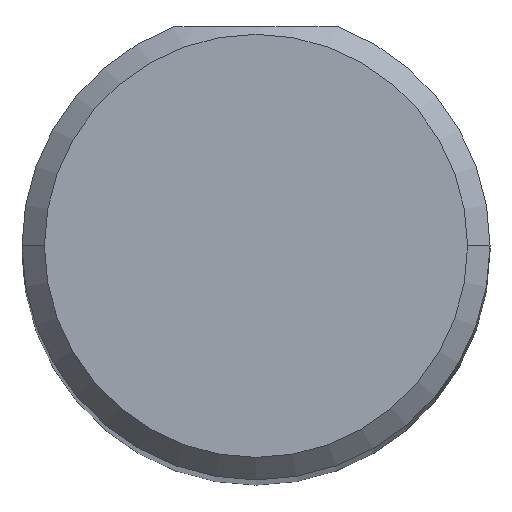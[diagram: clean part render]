
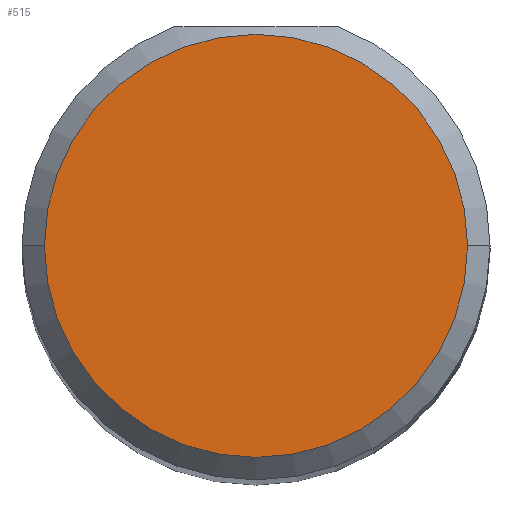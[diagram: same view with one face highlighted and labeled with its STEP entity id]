
A CAD part, top view. The second image highlights one B-rep face of the part: STEP entity #515.
In plain terms, the highlighted planar face has unit normal (0, 0, 1).
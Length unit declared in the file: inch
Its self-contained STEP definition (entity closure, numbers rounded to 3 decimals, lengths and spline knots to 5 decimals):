
#11 = DIRECTION ( 'NONE',  ( -1., 0., 0. ) ) ;
#22 = ORIENTED_EDGE ( 'NONE', *, *, #28, .F. ) ;
#23 = EDGE_LOOP ( 'NONE', ( #22, #217 ) ) ;
#28 = EDGE_CURVE ( 'NONE', #151, #155, #213, .T. ) ;
#85 = AXIS2_PLACEMENT_3D ( 'NONE', #442, #143, #11 ) ;
#104 = DIRECTION ( 'NONE',  ( -1., 0., 0. ) ) ;
#127 = CIRCLE ( 'NONE', #85, 0.14125 ) ;
#143 = DIRECTION ( 'NONE',  ( 0., 0., -1. ) ) ;
#149 = DIRECTION ( 'NONE',  ( 0., 0., -1. ) ) ;
#151 = VERTEX_POINT ( 'NONE', #231 ) ;
#155 = VERTEX_POINT ( 'NONE', #219 ) ;
#177 = AXIS2_PLACEMENT_3D ( 'NONE', #440, #149, #104 ) ;
#210 = DIRECTION ( 'NONE',  ( -1., 0., 0. ) ) ;
#213 = CIRCLE ( 'NONE', #177, 0.14125 ) ;
#217 = ORIENTED_EDGE ( 'NONE', *, *, #331, .F. ) ;
#219 = CARTESIAN_POINT ( 'NONE',  ( 0.48375, 0., 2.5 ) ) ;
#231 = CARTESIAN_POINT ( 'NONE',  ( 0.76625, 0., 2.5 ) ) ;
#302 = PLANE ( 'NONE',  #608 ) ;
#331 = EDGE_CURVE ( 'NONE', #155, #151, #127, .T. ) ;
#346 = FACE_OUTER_BOUND ( 'NONE', #23, .T. ) ;
#440 = CARTESIAN_POINT ( 'NONE',  ( 0.625, 0., 2.5 ) ) ;
#442 = CARTESIAN_POINT ( 'NONE',  ( 0.625, 0., 2.5 ) ) ;
#515 = ADVANCED_FACE ( 'NONE', ( #346 ), #302, .T. ) ;
#534 = DIRECTION ( 'NONE',  ( 0., 0., 1. ) ) ;
#588 = CARTESIAN_POINT ( 'NONE',  ( 0.625, 0., 2.5 ) ) ;
#608 = AXIS2_PLACEMENT_3D ( 'NONE', #588, #534, #210 ) ;
